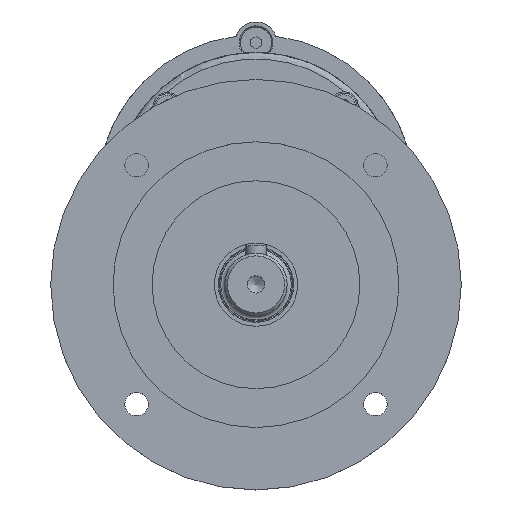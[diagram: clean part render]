
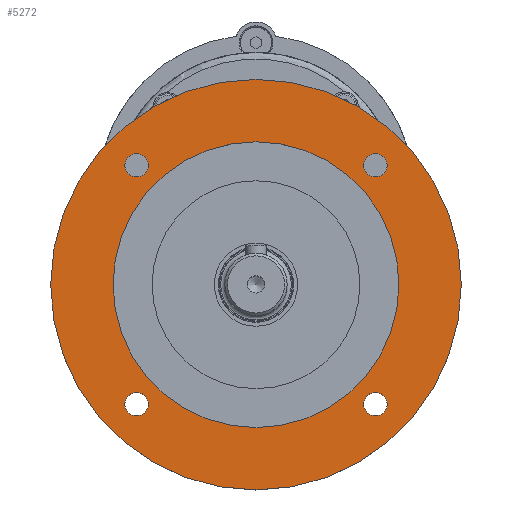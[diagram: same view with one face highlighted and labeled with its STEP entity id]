
A CAD part, top view. The second image highlights one B-rep face of the part: STEP entity #5272.
In plain terms, the highlighted planar face has unit normal (0, 0, 1).
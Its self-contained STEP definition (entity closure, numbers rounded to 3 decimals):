
#3931=CARTESIAN_POINT('',(50.462,-81.212,85.));
#3932=VERTEX_POINT('',#3931);
#3933=CARTESIAN_POINT('',(45.962,-81.212,85.));
#3934=DIRECTION('',(0.0,0.0,-1.0));
#3935=DIRECTION('',(-1.0,0.0,0.0));
#3936=AXIS2_PLACEMENT_3D('',#3933,#3934,#3935);
#3937=CIRCLE('',#3936,4.5);
#3938=EDGE_CURVE('',#3932,#3932,#3937,.T.);
#3959=CARTESIAN_POINT('',(-41.462,-81.212,85.));
#3960=VERTEX_POINT('',#3959);
#3961=CARTESIAN_POINT('',(-45.962,-81.212,85.));
#3962=DIRECTION('',(0.0,0.0,-1.0));
#3963=DIRECTION('',(-1.0,0.0,0.0));
#3964=AXIS2_PLACEMENT_3D('',#3961,#3962,#3963);
#3965=CIRCLE('',#3964,4.5);
#3966=EDGE_CURVE('',#3960,#3960,#3965,.T.);
#3987=CARTESIAN_POINT('',(-41.462,10.712,85.));
#3988=VERTEX_POINT('',#3987);
#3989=CARTESIAN_POINT('',(-45.962,10.712,85.));
#3990=DIRECTION('',(0.0,0.0,-1.0));
#3991=DIRECTION('',(-1.0,0.0,0.0));
#3992=AXIS2_PLACEMENT_3D('',#3989,#3990,#3991);
#3993=CIRCLE('',#3992,4.5);
#3994=EDGE_CURVE('',#3988,#3988,#3993,.T.);
#4015=CARTESIAN_POINT('',(50.462,10.712,85.));
#4016=VERTEX_POINT('',#4015);
#4017=CARTESIAN_POINT('',(45.962,10.712,85.));
#4018=DIRECTION('',(0.0,0.0,-1.0));
#4019=DIRECTION('',(-1.0,0.0,0.0));
#4020=AXIS2_PLACEMENT_3D('',#4017,#4018,#4019);
#4021=CIRCLE('',#4020,4.5);
#4022=EDGE_CURVE('',#4016,#4016,#4021,.T.);
#5226=CARTESIAN_POINT('',(0.,19.75,85.));
#5227=VERTEX_POINT('',#5226);
#5228=CARTESIAN_POINT('',(0.,-35.25,85.));
#5229=DIRECTION('',(0.0,0.0,1.0));
#5230=DIRECTION('',(0.0,1.0,0.0));
#5231=AXIS2_PLACEMENT_3D('',#5228,#5229,#5230);
#5232=CIRCLE('',#5231,55.);
#5233=EDGE_CURVE('',#5227,#5227,#5232,.T.);
#5241=CARTESIAN_POINT('',(0.,31.75,85.));
#5242=DIRECTION('',(0.0,0.0,-1.0));
#5243=DIRECTION('',(-1.0,0.0,0.0));
#5244=AXIS2_PLACEMENT_3D('',#5241,#5242,#5243);
#5245=PLANE('',#5244);
#5246=CARTESIAN_POINT('',(0.,43.75,85.));
#5247=VERTEX_POINT('',#5246);
#5248=CARTESIAN_POINT('',(0.,-35.25,85.));
#5249=DIRECTION('',(0.0,0.0,1.0));
#5250=DIRECTION('',(0.0,1.0,0.0));
#5251=AXIS2_PLACEMENT_3D('',#5248,#5249,#5250);
#5252=CIRCLE('',#5251,79.0);
#5253=EDGE_CURVE('',#5247,#5247,#5252,.T.);
#5254=ORIENTED_EDGE('',*,*,#5253,.T.);
#5255=EDGE_LOOP('',(#5254));
#5256=FACE_OUTER_BOUND('',#5255,.T.);
#5257=ORIENTED_EDGE('',*,*,#3938,.T.);
#5258=EDGE_LOOP('',(#5257));
#5259=FACE_BOUND('',#5258,.T.);
#5260=ORIENTED_EDGE('',*,*,#3966,.T.);
#5261=EDGE_LOOP('',(#5260));
#5262=FACE_BOUND('',#5261,.T.);
#5263=ORIENTED_EDGE('',*,*,#3994,.T.);
#5264=EDGE_LOOP('',(#5263));
#5265=FACE_BOUND('',#5264,.T.);
#5266=ORIENTED_EDGE('',*,*,#4022,.T.);
#5267=EDGE_LOOP('',(#5266));
#5268=FACE_BOUND('',#5267,.T.);
#5269=ORIENTED_EDGE('',*,*,#5233,.F.);
#5270=EDGE_LOOP('',(#5269));
#5271=FACE_BOUND('',#5270,.T.);
#5272=ADVANCED_FACE('',(#5256,#5259,#5262,#5265,#5268,#5271),#5245,.F.);
